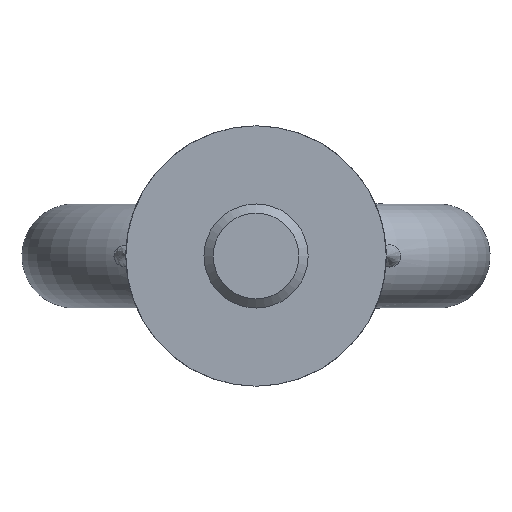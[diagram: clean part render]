
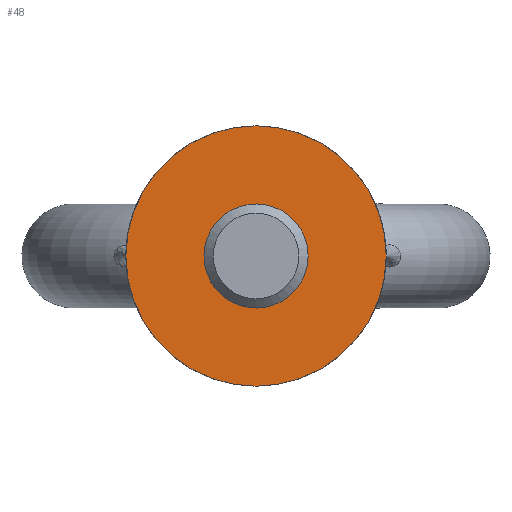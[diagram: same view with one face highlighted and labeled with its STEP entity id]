
A CAD part, front view. The second image highlights one B-rep face of the part: STEP entity #48.
In plain terms, the highlighted planar face has unit normal (0, -1, 0).
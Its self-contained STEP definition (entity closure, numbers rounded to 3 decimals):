
#48 = ADVANCED_FACE( '', ( #103, #104 ), #105, .F. );
#103 = FACE_BOUND( '', #166, .T. );
#104 = FACE_OUTER_BOUND( '', #167, .T. );
#105 = PLANE( '', #168 );
#166 = EDGE_LOOP( '', ( #292, #293, #294, #295 ) );
#167 = EDGE_LOOP( '', ( #296 ) );
#168 = AXIS2_PLACEMENT_3D( '', #297, #298, #299 );
#292 = ORIENTED_EDGE( '', *, *, #396, .F. );
#293 = ORIENTED_EDGE( '', *, *, #386, .F. );
#294 = ORIENTED_EDGE( '', *, *, #388, .F. );
#295 = ORIENTED_EDGE( '', *, *, #384, .F. );
#296 = ORIENTED_EDGE( '', *, *, #397, .T. );
#297 = CARTESIAN_POINT( '', ( 15., 0., 0. ) );
#298 = DIRECTION( '', ( 0., 1., 0. ) );
#299 = DIRECTION( '', ( 0., 0., 1. ) );
#384 = EDGE_CURVE( '', #430, #433, #434, .F. );
#386 = EDGE_CURVE( '', #435, #431, #437, .F. );
#388 = EDGE_CURVE( '', #433, #435, #439, .T. );
#396 = EDGE_CURVE( '', #431, #430, #451, .T. );
#397 = EDGE_CURVE( '', #452, #452, #453, .T. );
#430 = VERTEX_POINT( '', #495 );
#431 = VERTEX_POINT( '', #496 );
#433 = VERTEX_POINT( '', #505 );
#434 = CIRCLE( '', #506, 4.7 );
#435 = VERTEX_POINT( '', #507 );
#437 = CIRCLE( '', #516, 4.7 );
#439 = B_SPLINE_CURVE_WITH_KNOTS( '', 3, ( #518, #519, #520, #521, #522, #523, #524, #525, #526, #527, #528, #529 ), .UNSPECIFIED., .F., .F., ( 4, 2, 2, 2, 2, 4 ), ( 0.017, 0.017, 0.018, 0.018, 0.019, 0.02 ), .UNSPECIFIED. );
#451 = B_SPLINE_CURVE_WITH_KNOTS( '', 3, ( #639, #640, #641, #642, #643, #644, #645, #646, #647, #648, #649, #650, #651, #652 ), .UNSPECIFIED., .F., .F., ( 4, 2, 2, 2, 2, 2, 4 ), ( 0.005, 0.005, 0.006, 0.006, 0.006, 0.007, 0.007 ), .UNSPECIFIED. );
#452 = VERTEX_POINT( '', #653 );
#453 = CIRCLE( '', #654, 15. );
#495 = CARTESIAN_POINT( '', ( 4.558, 0., 1.149 ) );
#496 = CARTESIAN_POINT( '', ( 4.558, 0., -1.149 ) );
#505 = CARTESIAN_POINT( '', ( -4.558, 0., 1.149 ) );
#506 = AXIS2_PLACEMENT_3D( '', #941, #942, #943 );
#507 = CARTESIAN_POINT( '', ( -4.558, 0., -1.149 ) );
#516 = AXIS2_PLACEMENT_3D( '', #944, #945, #946 );
#518 = CARTESIAN_POINT( '', ( -4.558, 0., 1.149 ) );
#519 = CARTESIAN_POINT( '', ( -4.642, 0., 1.075 ) );
#520 = CARTESIAN_POINT( '', ( -4.722, 0., 0.996 ) );
#521 = CARTESIAN_POINT( '', ( -4.869, 0., 0.827 ) );
#522 = CARTESIAN_POINT( '', ( -4.935, 0., 0.735 ) );
#523 = CARTESIAN_POINT( '', ( -5.103, 0., 0.446 ) );
#524 = CARTESIAN_POINT( '', ( -5.172, 0., 0.225 ) );
#525 = CARTESIAN_POINT( '', ( -5.172, 0., -0.225 ) );
#526 = CARTESIAN_POINT( '', ( -5.102, 0., -0.447 ) );
#527 = CARTESIAN_POINT( '', ( -4.878, 0., -0.833 ) );
#528 = CARTESIAN_POINT( '', ( -4.725, 0., -1.003 ) );
#529 = CARTESIAN_POINT( '', ( -4.558, 0., -1.149 ) );
#639 = CARTESIAN_POINT( '', ( 4.558, 0., -1.149 ) );
#640 = CARTESIAN_POINT( '', ( 4.726, 0., -1.002 ) );
#641 = CARTESIAN_POINT( '', ( 4.875, 0., -0.839 ) );
#642 = CARTESIAN_POINT( '', ( 5.045, 0., -0.546 ) );
#643 = CARTESIAN_POINT( '', ( 5.091, 0., -0.443 ) );
#644 = CARTESIAN_POINT( '', ( 5.155, 0., -0.228 ) );
#645 = CARTESIAN_POINT( '', ( 5.172, 0., -0.115 ) );
#646 = CARTESIAN_POINT( '', ( 5.172, 0., 0.108 ) );
#647 = CARTESIAN_POINT( '', ( 5.156, 0., 0.222 ) );
#648 = CARTESIAN_POINT( '', ( 5.093, 0., 0.437 ) );
#649 = CARTESIAN_POINT( '', ( 5.047, 0., 0.542 ) );
#650 = CARTESIAN_POINT( '', ( 4.879, 0., 0.833 ) );
#651 = CARTESIAN_POINT( '', ( 4.726, 0., 1.002 ) );
#652 = CARTESIAN_POINT( '', ( 4.558, 0., 1.149 ) );
#653 = CARTESIAN_POINT( '', ( 15., 0., 0. ) );
#654 = AXIS2_PLACEMENT_3D( '', #953, #954, #955 );
#941 = CARTESIAN_POINT( '', ( 0., 0., 0. ) );
#942 = DIRECTION( '', ( 0., 1., 0. ) );
#943 = DIRECTION( '', ( 0., 0., 1. ) );
#944 = CARTESIAN_POINT( '', ( 0., 0., 0. ) );
#945 = DIRECTION( '', ( 0., 1., 0. ) );
#946 = DIRECTION( '', ( 0., 0., 1. ) );
#953 = CARTESIAN_POINT( '', ( 0., 0., 0. ) );
#954 = DIRECTION( '', ( 0., -1., 0. ) );
#955 = DIRECTION( '', ( 0., 0., -1. ) );
